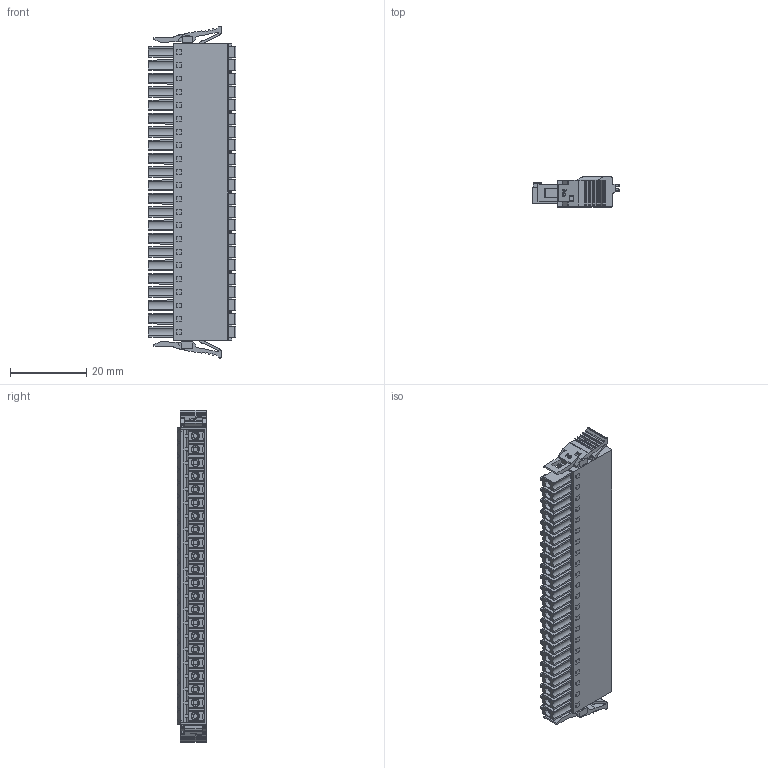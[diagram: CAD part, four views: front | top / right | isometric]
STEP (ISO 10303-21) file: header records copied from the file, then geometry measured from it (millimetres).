
FILE_DESCRIPTION((''),'2;1');
FILE_NAME('TLPSL-007-22P-X','2024-09-27T',('sheji'),(''),'PRO/ENGINEER BY PARAMETRIC TECHNOLOGY CORPORATION, 2015240','PRO/ENGINEER BY PARAMETRIC TECHNOLOGY CORPORATION, 2015240','');
FILE_SCHEMA(('CONFIG_CONTROL_DESIGN'));
Products named in the file (1): TLPSL-007-22P-X
Bounding box: 22.9 x 7.75 x 87.1 mm (x, y, z)
Volume: 9394.3 mm3; surface area: 8931.8 mm2
Topology: 1 solids, 21 shells, 2656 faces, 7112 edges, 4629 vertices
Faces by surface type: plane 1631, cylinder 785, cone 176, torus 44, extrusion 20
Entity records: 83966 total; most frequent: CARTESIAN_POINT 16785, ORIENTED_EDGE 14224, DIRECTION 13640, EDGE_CURVE 7112, VECTOR 5096, LINE 5076, VERTEX_POINT 4629, AXIS2_PLACEMENT_3D 4272
